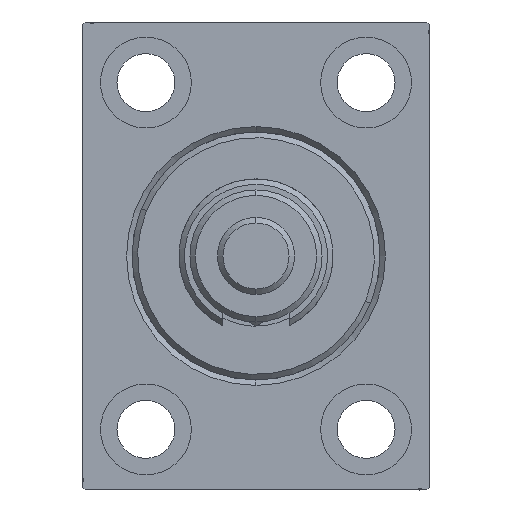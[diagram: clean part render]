
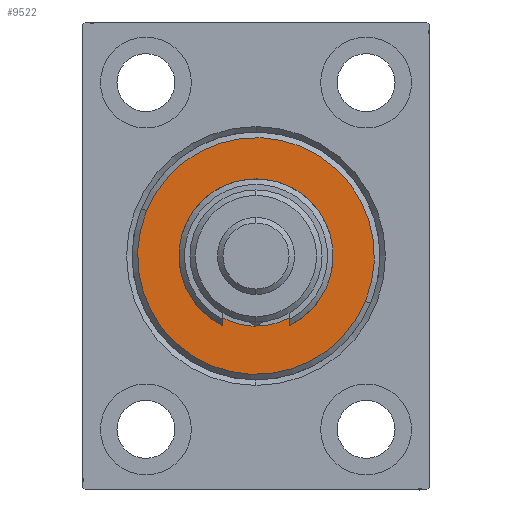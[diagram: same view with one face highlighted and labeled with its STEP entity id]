
A CAD part, left-side view. The second image highlights one B-rep face of the part: STEP entity #9522.
In plain terms, the highlighted face is planar.
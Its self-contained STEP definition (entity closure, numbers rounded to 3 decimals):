
#407 = CARTESIAN_POINT ( 'NONE',  ( 3., 0., 21.5 ) ) ;
#865 = EDGE_CURVE ( 'NONE', #43045, #2633, #6963, .T. ) ;
#1209 = AXIS2_PLACEMENT_3D ( 'NONE', #9048, #19096, #45120 ) ;
#2189 = DIRECTION ( 'NONE',  ( 1., 0., 0. ) ) ;
#2633 = VERTEX_POINT ( 'NONE', #407 ) ;
#5689 = CARTESIAN_POINT ( 'NONE',  ( 3., 0., -21.5 ) ) ;
#6963 = CIRCLE ( 'NONE', #27488, 21.5 ) ;
#8459 = DIRECTION ( 'NONE',  ( 0., 0., -1. ) ) ;
#9048 = CARTESIAN_POINT ( 'NONE',  ( 3., 0., 0. ) ) ;
#9522 = ADVANCED_FACE ( 'NONE', ( #10825, #36146 ), #14416, .T. ) ;
#9593 = EDGE_LOOP ( 'NONE', ( #19357, #34252 ) ) ;
#10018 = EDGE_LOOP ( 'NONE', ( #15523, #26862 ) ) ;
#10145 = AXIS2_PLACEMENT_3D ( 'NONE', #39960, #36384, #14644 ) ;
#10825 = FACE_OUTER_BOUND ( 'NONE', #9593, .T. ) ;
#13973 = CARTESIAN_POINT ( 'NONE',  ( 3., 0., 0. ) ) ;
#14416 = PLANE ( 'NONE',  #10145 ) ;
#14644 = DIRECTION ( 'NONE',  ( 0., 0., -1. ) ) ;
#15523 = ORIENTED_EDGE ( 'NONE', *, *, #34466, .T. ) ;
#16743 = EDGE_CURVE ( 'NONE', #19286, #22419, #38554, .T. ) ;
#17126 = CARTESIAN_POINT ( 'NONE',  ( 3., 0., -12.75 ) ) ;
#19096 = DIRECTION ( 'NONE',  ( -1., 0., 0. ) ) ;
#19286 = VERTEX_POINT ( 'NONE', #17126 ) ;
#19357 = ORIENTED_EDGE ( 'NONE', *, *, #21389, .T. ) ;
#19599 = DIRECTION ( 'NONE',  ( 0., 0., -1. ) ) ;
#21389 = EDGE_CURVE ( 'NONE', #2633, #43045, #42139, .T. ) ;
#22419 = VERTEX_POINT ( 'NONE', #43935 ) ;
#26862 = ORIENTED_EDGE ( 'NONE', *, *, #16743, .T. ) ;
#27488 = AXIS2_PLACEMENT_3D ( 'NONE', #13973, #36176, #35938 ) ;
#30179 = CARTESIAN_POINT ( 'NONE',  ( 3., 0., 0. ) ) ;
#33768 = DIRECTION ( 'NONE',  ( -1., 0., 0. ) ) ;
#34036 = CIRCLE ( 'NONE', #46249, 12.75 ) ;
#34252 = ORIENTED_EDGE ( 'NONE', *, *, #865, .T. ) ;
#34466 = EDGE_CURVE ( 'NONE', #22419, #19286, #34036, .T. ) ;
#35938 = DIRECTION ( 'NONE',  ( 0., 0., -1. ) ) ;
#36146 = FACE_BOUND ( 'NONE', #10018, .T. ) ;
#36176 = DIRECTION ( 'NONE',  ( 1., 0., 0. ) ) ;
#36384 = DIRECTION ( 'NONE',  ( 1., 0., 0. ) ) ;
#38554 = CIRCLE ( 'NONE', #1209, 12.75 ) ;
#39960 = CARTESIAN_POINT ( 'NONE',  ( 3., 0., 0. ) ) ;
#40605 = AXIS2_PLACEMENT_3D ( 'NONE', #44921, #2189, #19599 ) ;
#42139 = CIRCLE ( 'NONE', #40605, 21.5 ) ;
#43045 = VERTEX_POINT ( 'NONE', #5689 ) ;
#43935 = CARTESIAN_POINT ( 'NONE',  ( 3., 0., 12.75 ) ) ;
#44921 = CARTESIAN_POINT ( 'NONE',  ( 3., 0., 0. ) ) ;
#45120 = DIRECTION ( 'NONE',  ( 0., 0., -1. ) ) ;
#46249 = AXIS2_PLACEMENT_3D ( 'NONE', #30179, #33768, #8459 ) ;
